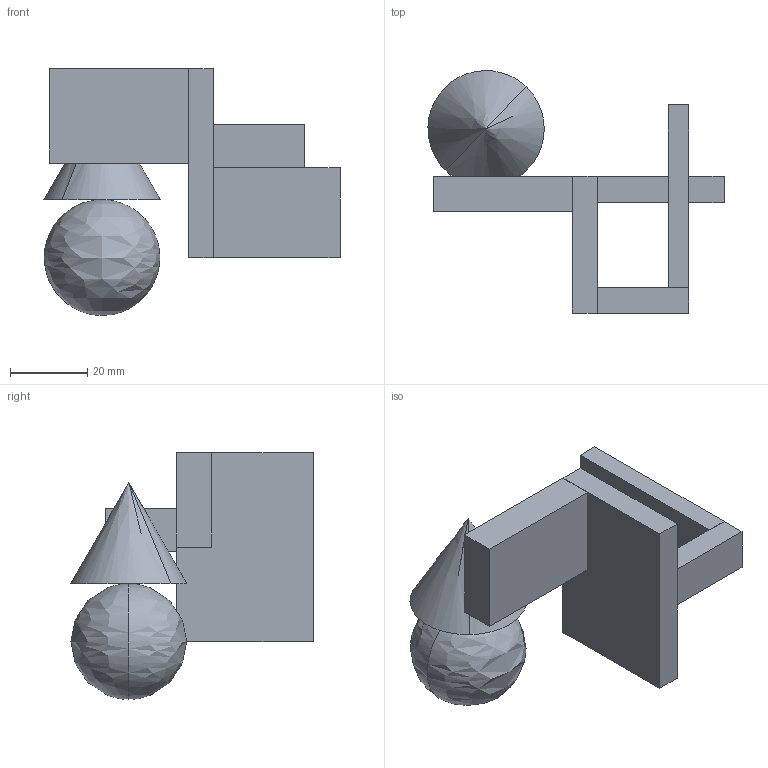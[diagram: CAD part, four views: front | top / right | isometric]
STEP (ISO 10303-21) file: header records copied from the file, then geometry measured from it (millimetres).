
FILE_DESCRIPTION(/* description */ (''),/* implementation_level */ '2;1');
FILE_NAME(/* name */ 'geometry',/* time_stamp */ '2023-11-14T17:38:12+08:00',/* author */ (''),/* organization */ (''),/* preprocessor_version */ 'ST-DEVELOPER v16.5',/* originating_system */ 'Rhino 7.32',/* authorisation */ '');
FILE_SCHEMA (('CONFIG_CONTROL_DESIGN'));
Length unit declared in the file: millimetre
Products named in the file (7): Document; Block 01; Block 04; Block 02; wireframe_rep_1; Block 03; wireframe_rep_0
Assembly tree (6 placements, depth 4):
  Document
    Block 01
      Block 04
      Block 02
        wireframe_rep_1
    Block 03
      wireframe_rep_0
Bounding box: 76.58 x 62.74 x 63.84 mm (x, y, z)
Volume: 49230.5 mm3; surface area: 17338.6 mm2
Topology: 7 solids, 7 shells, 35 faces, 74 edges, 49 vertices
Faces by surface type: bspline 35
Entity records: 2260 total; most frequent: CARTESIAN_POINT 679, B_SPLINE_CURVE_WITH_KNOTS 194, ORIENTED_EDGE 132, PCURVE 132, DEFINITIONAL_REPRESENTATION 132, SURFACE_CURVE 66, EDGE_CURVE 66, ORGANIZATION 49
